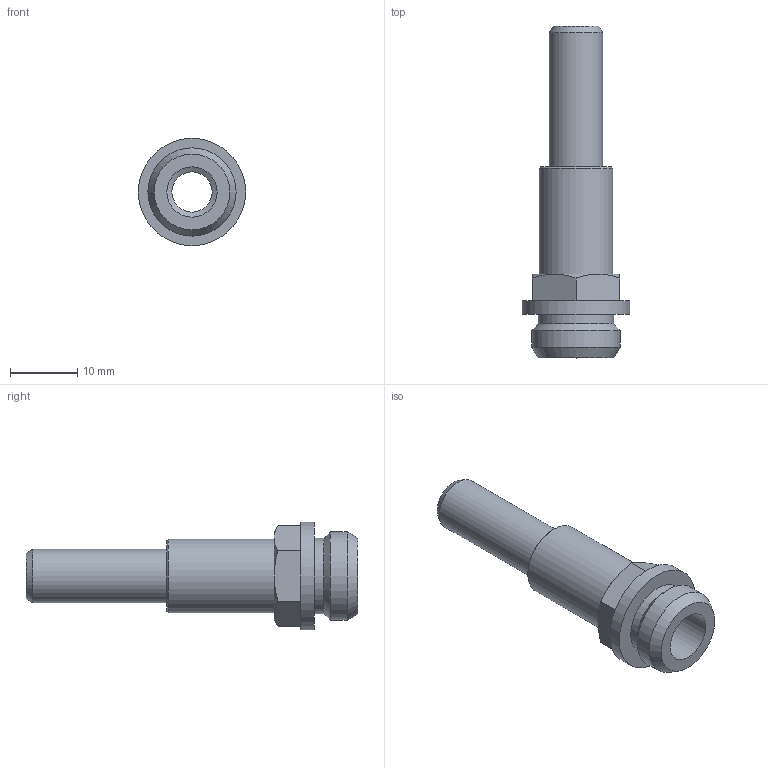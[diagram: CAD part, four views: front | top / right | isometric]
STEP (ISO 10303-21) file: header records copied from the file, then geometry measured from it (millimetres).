
FILE_DESCRIPTION( ( 'STEP AP214' ), '1' );
FILE_NAME( '600814.stp', '2021-10-27T19:28:27', ( 'License CC BY-ND 4.0' ), ( 'CADENAS' ), ' ', 'PARTsolutions', ' ' );
FILE_SCHEMA( ( 'AUTOMOTIVE_DESIGN { 1 0 10303 214 1 1 1 1 }' ) );
Length unit declared in the file: millimetre
Products named in the file (1): _600814
Bounding box: 16 x 49.5 x 16 mm (x, y, z)
Volume: 2512.7 mm3; surface area: 3015.9 mm2
Topology: 1 solids, 1 shells, 30 faces, 60 edges, 36 vertices
Faces by surface type: plane 12, cone 11, cylinder 7
Full cylindrical faces by diameter (mm): 6 x1, 7.5 x1, 8 x1, 11 x1, 11.2 x1, 13.157 x1, 16 x1
Entity records: 1006 total; most frequent: CARTESIAN_POINT 181, DIRECTION 120, ORIENTED_EDGE 94, AXIS2_PLACEMENT_3D 54, EDGE_LOOP 48, EDGE_CURVE 47, FACE_OUTER_BOUND 37, VERTEX_POINT 35
